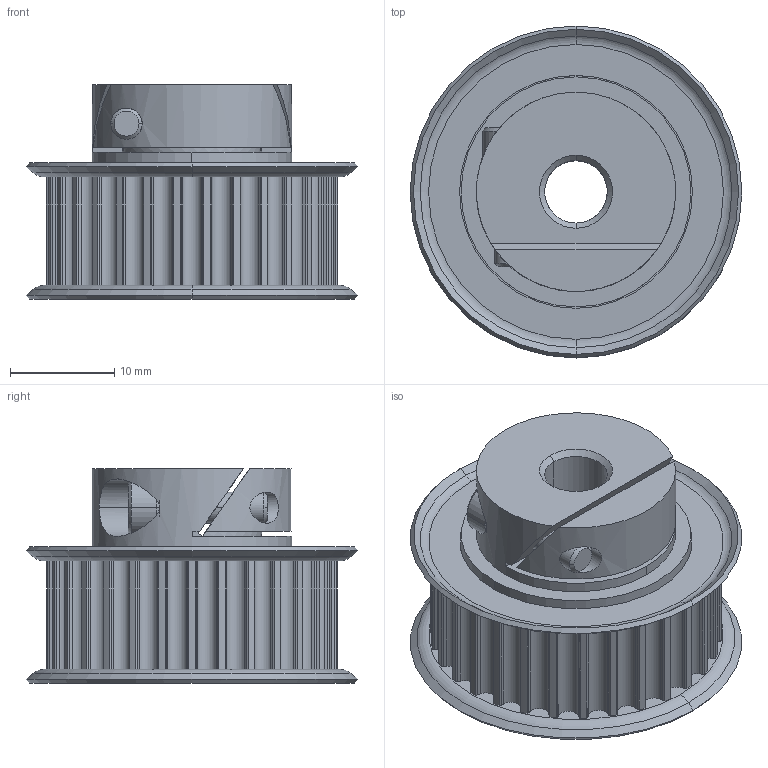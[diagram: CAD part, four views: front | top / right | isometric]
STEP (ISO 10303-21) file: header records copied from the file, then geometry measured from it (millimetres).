
FILE_DESCRIPTION((''),'2;1');
FILE_NAME('A_6D53M030DF0906','2022-02-17T',('SYSTEM'),(''),'PRO/ENGINEER BY PARAMETRIC TECHNOLOGY CORPORATION, 2016360','PRO/ENGINEER BY PARAMETRIC TECHNOLOGY CORPORATION, 2016360','');
FILE_SCHEMA(('AUTOMOTIVE_DESIGN { 1 0 10303 214 1 1 1 1 }'));
Length unit declared in the file: millimetre
Products named in the file (1): A_6D53M030DF0906
Bounding box: 31.8 x 31.8 x 20.6 mm (x, y, z)
Volume: 8651.5 mm3; surface area: 4991.3 mm2
Topology: 1 solids, 1 shells, 264 faces, 732 edges, 479 vertices
Faces by surface type: cylinder 204, plane 30, cone 22, torus 8
Entity records: 9202 total; most frequent: CARTESIAN_POINT 1876, DIRECTION 1686, ORIENTED_EDGE 1464, EDGE_CURVE 732, AXIS2_PLACEMENT_3D 714, VERTEX_POINT 479, CIRCLE 450, EDGE_LOOP 279
